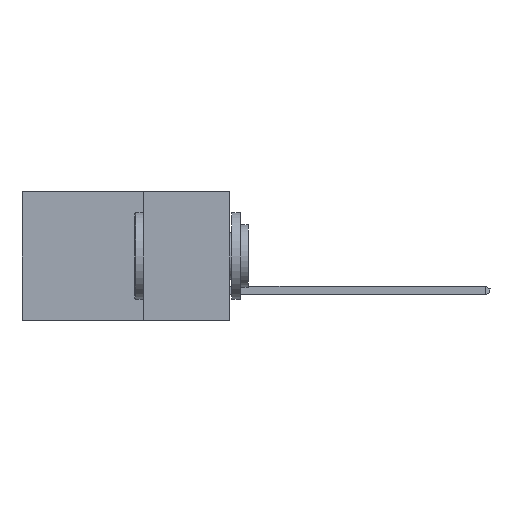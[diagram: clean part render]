
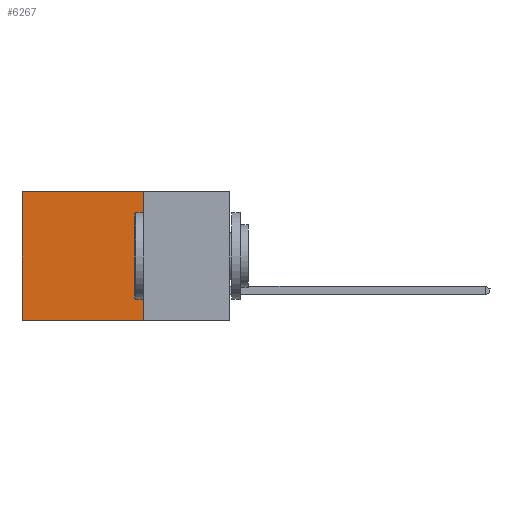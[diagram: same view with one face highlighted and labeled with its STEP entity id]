
A CAD part, left-side view. The second image highlights one B-rep face of the part: STEP entity #6267.
In plain terms, the highlighted planar face has unit normal (-1, 0, 0).
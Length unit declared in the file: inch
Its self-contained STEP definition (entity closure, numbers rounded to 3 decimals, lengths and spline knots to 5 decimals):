
#354 = LINE ( 'NONE', #5494, #12140 ) ;
#955 = VERTEX_POINT ( 'NONE', #9422 ) ;
#982 = CARTESIAN_POINT ( 'NONE',  ( 0.2615, 0.25, 0. ) ) ;
#1059 = DIRECTION ( 'NONE',  ( 0., 1., 0. ) ) ;
#1127 = CARTESIAN_POINT ( 'NONE',  ( 0.2615, 0.25, -0.37 ) ) ;
#1220 = DIRECTION ( 'NONE',  ( 1., 0., 0. ) ) ;
#1254 = VECTOR ( 'NONE', #1059, 39.37008 ) ;
#1887 = EDGE_CURVE ( 'NONE', #955, #15281, #13852, .T. ) ;
#2162 = VECTOR ( 'NONE', #6258, 39.37008 ) ;
#3181 = EDGE_CURVE ( 'NONE', #10066, #10292, #16045, .T. ) ;
#3581 = CARTESIAN_POINT ( 'NONE',  ( 0.2615, 0.25, -0.37 ) ) ;
#3743 = EDGE_CURVE ( 'NONE', #15281, #10292, #354, .T. ) ;
#4152 = CARTESIAN_POINT ( 'NONE',  ( 0.2615, 0.6, -0.37 ) ) ;
#4647 = VECTOR ( 'NONE', #16280, 39.37008 ) ;
#5494 = CARTESIAN_POINT ( 'NONE',  ( 0.2615, 0.25, -0.37 ) ) ;
#6190 = CARTESIAN_POINT ( 'NONE',  ( 0.2615, 0.6, -0.37 ) ) ;
#6258 = DIRECTION ( 'NONE',  ( 0., 0., -1. ) ) ;
#6267 = ADVANCED_FACE ( 'NONE', ( #15184 ), #14944, .F. ) ;
#6319 = EDGE_CURVE ( 'NONE', #955, #10066, #16274, .T. ) ;
#6577 = CARTESIAN_POINT ( 'NONE',  ( 0.2615, 0.6, 0. ) ) ;
#9422 = CARTESIAN_POINT ( 'NONE',  ( 0.2615, 0.25, 0. ) ) ;
#10066 = VERTEX_POINT ( 'NONE', #6577 ) ;
#10292 = VERTEX_POINT ( 'NONE', #4152 ) ;
#10822 = ORIENTED_EDGE ( 'NONE', *, *, #1887, .F. ) ;
#11918 = ORIENTED_EDGE ( 'NONE', *, *, #3743, .F. ) ;
#12140 = VECTOR ( 'NONE', #15664, 39.37008 ) ;
#13307 = AXIS2_PLACEMENT_3D ( 'NONE', #3581, #1220, #15270 ) ;
#13852 = LINE ( 'NONE', #1127, #2162 ) ;
#14397 = ORIENTED_EDGE ( 'NONE', *, *, #3181, .T. ) ;
#14944 = PLANE ( 'NONE',  #13307 ) ;
#14961 = ORIENTED_EDGE ( 'NONE', *, *, #6319, .T. ) ;
#15184 = FACE_OUTER_BOUND ( 'NONE', #16093, .T. ) ;
#15270 = DIRECTION ( 'NONE',  ( 0., 0., -1. ) ) ;
#15281 = VERTEX_POINT ( 'NONE', #16233 ) ;
#15664 = DIRECTION ( 'NONE',  ( 0., 1., 0. ) ) ;
#16045 = LINE ( 'NONE', #6190, #4647 ) ;
#16093 = EDGE_LOOP ( 'NONE', ( #14397, #11918, #10822, #14961 ) ) ;
#16233 = CARTESIAN_POINT ( 'NONE',  ( 0.2615, 0.25, -0.37 ) ) ;
#16274 = LINE ( 'NONE', #982, #1254 ) ;
#16280 = DIRECTION ( 'NONE',  ( 0., 0., -1. ) ) ;
